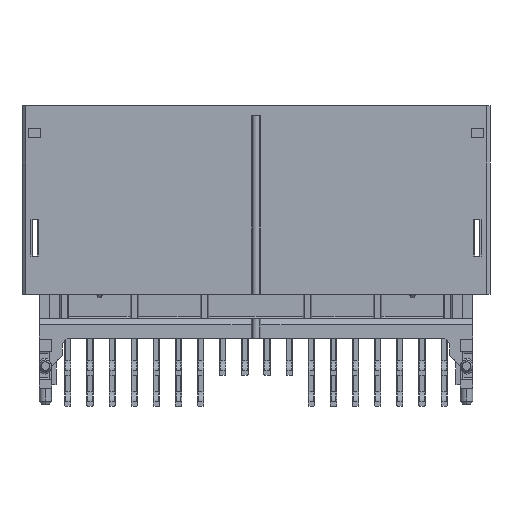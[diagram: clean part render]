
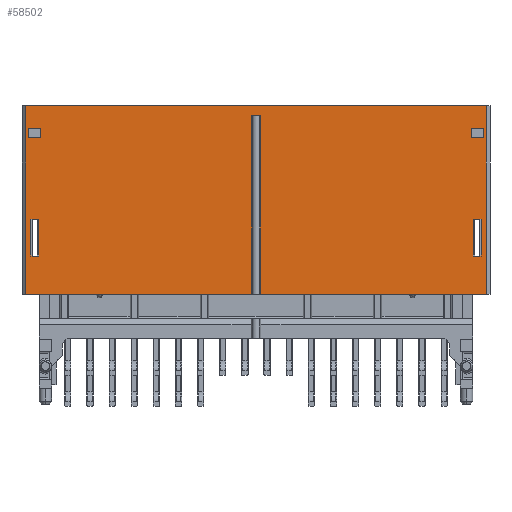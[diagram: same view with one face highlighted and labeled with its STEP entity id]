
A CAD part, front view. The second image highlights one B-rep face of the part: STEP entity #58502.
In plain terms, the highlighted planar face has unit normal (0, -1, 0).
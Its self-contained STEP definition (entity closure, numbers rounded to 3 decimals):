
#40=DIRECTION('',(1.,0.,0.));
#41=VECTOR('',#40,18.388);
#42=CARTESIAN_POINT('',(-18.725,-6.1,-15.3));
#43=LINE('',#42,#41);
#69=DIRECTION('',(1.,0.,0.));
#70=VECTOR('',#69,18.388);
#71=CARTESIAN_POINT('',(0.337,-6.1,-15.3));
#72=LINE('',#71,#70);
#1035=DIRECTION('',(1.,0.,0.));
#1036=VECTOR('',#1035,37.45);
#1037=CARTESIAN_POINT('',(-18.725,-6.1,0.));
#1038=LINE('',#1037,#1036);
#29033=DIRECTION('',(-1.,0.,0.));
#29034=VECTOR('',#29033,1.);
#29035=CARTESIAN_POINT('',(18.535,-6.1,-1.8));
#29036=LINE('',#29035,#29034);
#29040=DIRECTION('',(0.,0.,-1.));
#29041=VECTOR('',#29040,0.8);
#29042=CARTESIAN_POINT('',(17.535,-6.1,-1.8));
#29043=LINE('',#29042,#29041);
#29047=DIRECTION('',(1.,0.,0.));
#29048=VECTOR('',#29047,1.);
#29049=CARTESIAN_POINT('',(17.535,-6.1,-2.6));
#29050=LINE('',#29049,#29048);
#29054=DIRECTION('',(0.,0.,1.));
#29055=VECTOR('',#29054,0.8);
#29056=CARTESIAN_POINT('',(18.535,-6.1,-2.6));
#29057=LINE('',#29056,#29055);
#29061=DIRECTION('',(0.,0.,-1.));
#29062=VECTOR('',#29061,0.8);
#29063=CARTESIAN_POINT('',(-18.535,-6.1,-1.8));
#29064=LINE('',#29063,#29062);
#29068=DIRECTION('',(1.,0.,0.));
#29069=VECTOR('',#29068,1.);
#29070=CARTESIAN_POINT('',(-18.535,-6.1,-2.6));
#29071=LINE('',#29070,#29069);
#29075=DIRECTION('',(0.,0.,1.));
#29076=VECTOR('',#29075,0.8);
#29077=CARTESIAN_POINT('',(-17.535,-6.1,-2.6));
#29078=LINE('',#29077,#29076);
#29082=DIRECTION('',(-1.,0.,0.));
#29083=VECTOR('',#29082,1.);
#29084=CARTESIAN_POINT('',(-17.535,-6.1,-1.8));
#29085=LINE('',#29084,#29083);
#29089=DIRECTION('',(-1.,0.,0.));
#29090=VECTOR('',#29089,0.62);
#29091=CARTESIAN_POINT('',(18.295,-6.1,-12.2));
#29092=LINE('',#29091,#29090);
#29096=DIRECTION('',(0.,0.,-1.));
#29097=VECTOR('',#29096,3.);
#29098=CARTESIAN_POINT('',(18.295,-6.1,-9.2));
#29099=LINE('',#29098,#29097);
#29103=DIRECTION('',(1.,0.,0.));
#29104=VECTOR('',#29103,0.62);
#29105=CARTESIAN_POINT('',(17.675,-6.1,-9.2));
#29106=LINE('',#29105,#29104);
#29110=DIRECTION('',(0.,0.,1.));
#29111=VECTOR('',#29110,3.);
#29112=CARTESIAN_POINT('',(17.675,-6.1,-12.2));
#29113=LINE('',#29112,#29111);
#29117=DIRECTION('',(0.,0.,1.));
#29118=VECTOR('',#29117,3.);
#29119=CARTESIAN_POINT('',(-18.295,-6.1,-12.2));
#29120=LINE('',#29119,#29118);
#29124=DIRECTION('',(-1.,0.,0.));
#29125=VECTOR('',#29124,0.62);
#29126=CARTESIAN_POINT('',(-17.675,-6.1,-12.2));
#29127=LINE('',#29126,#29125);
#29131=DIRECTION('',(0.,0.,-1.));
#29132=VECTOR('',#29131,3.);
#29133=CARTESIAN_POINT('',(-17.675,-6.1,-9.2));
#29134=LINE('',#29133,#29132);
#29138=DIRECTION('',(1.,0.,0.));
#29139=VECTOR('',#29138,0.62);
#29140=CARTESIAN_POINT('',(-18.295,-6.1,-9.2));
#29141=LINE('',#29140,#29139);
#29145=DIRECTION('',(0.,0.,-1.));
#29146=VECTOR('',#29145,15.3);
#29147=CARTESIAN_POINT('',(-18.725,-6.1,0.));
#29148=LINE('',#29147,#29146);
#29152=DIRECTION('',(0.,0.,1.));
#29153=VECTOR('',#29152,14.5);
#29154=CARTESIAN_POINT('',(0.337,-6.1,-15.3));
#29155=LINE('',#29154,#29153);
#29159=DIRECTION('',(1.,0.,0.));
#29160=VECTOR('',#29159,0.675);
#29161=CARTESIAN_POINT('',(-0.337,-6.1,-0.8));
#29162=LINE('',#29161,#29160);
#29166=DIRECTION('',(0.,0.,1.));
#29167=VECTOR('',#29166,14.5);
#29168=CARTESIAN_POINT('',(-0.337,-6.1,-15.3));
#29169=LINE('',#29168,#29167);
#29292=DIRECTION('',(0.,0.,-1.));
#29293=VECTOR('',#29292,15.3);
#29294=CARTESIAN_POINT('',(18.725,-6.1,0.));
#29295=LINE('',#29294,#29293);
#29475=CARTESIAN_POINT('',(-18.725,-6.1,0.));
#29476=CARTESIAN_POINT('',(18.725,-6.1,0.));
#29477=VERTEX_POINT('',#29475);
#29478=VERTEX_POINT('',#29476);
#29503=CARTESIAN_POINT('',(18.725,-6.1,-15.3));
#29505=VERTEX_POINT('',#29503);
#29525=CARTESIAN_POINT('',(-18.725,-6.1,-15.3));
#29526=VERTEX_POINT('',#29525);
#29543=CARTESIAN_POINT('',(18.535,-6.1,-1.8));
#29544=CARTESIAN_POINT('',(17.535,-6.1,-1.8));
#29545=VERTEX_POINT('',#29543);
#29546=VERTEX_POINT('',#29544);
#29547=CARTESIAN_POINT('',(17.535,-6.1,-2.6));
#29548=VERTEX_POINT('',#29547);
#29549=CARTESIAN_POINT('',(18.535,-6.1,-2.6));
#29550=VERTEX_POINT('',#29549);
#29551=CARTESIAN_POINT('',(-18.535,-6.1,-1.8));
#29552=CARTESIAN_POINT('',(-18.535,-6.1,-2.6));
#29553=VERTEX_POINT('',#29551);
#29554=VERTEX_POINT('',#29552);
#29555=CARTESIAN_POINT('',(-17.535,-6.1,-2.6));
#29556=VERTEX_POINT('',#29555);
#29557=CARTESIAN_POINT('',(-17.535,-6.1,-1.8));
#29558=VERTEX_POINT('',#29557);
#30335=CARTESIAN_POINT('',(18.295,-6.1,-12.2));
#30336=VERTEX_POINT('',#30335);
#30337=CARTESIAN_POINT('',(17.675,-6.1,-12.2));
#30338=VERTEX_POINT('',#30337);
#30339=CARTESIAN_POINT('',(17.675,-6.1,-9.2));
#30340=VERTEX_POINT('',#30339);
#30341=CARTESIAN_POINT('',(18.295,-6.1,-9.2));
#30342=VERTEX_POINT('',#30341);
#30343=CARTESIAN_POINT('',(-18.295,-6.1,-12.2));
#30344=VERTEX_POINT('',#30343);
#30345=CARTESIAN_POINT('',(-18.295,-6.1,-9.2));
#30346=VERTEX_POINT('',#30345);
#30347=CARTESIAN_POINT('',(-17.675,-6.1,-9.2));
#30348=VERTEX_POINT('',#30347);
#30349=CARTESIAN_POINT('',(-17.675,-6.1,-12.2));
#30350=VERTEX_POINT('',#30349);
#30367=CARTESIAN_POINT('',(-0.337,-6.1,-15.3));
#30368=VERTEX_POINT('',#30367);
#30369=CARTESIAN_POINT('',(0.337,-6.1,-15.3));
#30370=VERTEX_POINT('',#30369);
#30379=CARTESIAN_POINT('',(-0.337,-6.1,-0.8));
#30380=VERTEX_POINT('',#30379);
#30381=CARTESIAN_POINT('',(0.337,-6.1,-0.8));
#30382=VERTEX_POINT('',#30381);
#58450=CARTESIAN_POINT('',(-18.725,-6.1,0.));
#58451=DIRECTION('',(0.,-1.,0.));
#58452=DIRECTION('',(1.,0.,0.));
#58453=AXIS2_PLACEMENT_3D('',#58450,#58451,#58452);
#58454=PLANE('',#58453);
#58455=ORIENTED_EDGE('',*,*,#34603,.F.);
#58456=ORIENTED_EDGE('',*,*,#58443,.F.);
#58457=ORIENTED_EDGE('',*,*,#34989,.T.);
#58459=ORIENTED_EDGE('',*,*,#58458,.T.);
#58460=ORIENTED_EDGE('',*,*,#34611,.F.);
#58462=ORIENTED_EDGE('',*,*,#58461,.T.);
#58464=ORIENTED_EDGE('',*,*,#58463,.F.);
#58466=ORIENTED_EDGE('',*,*,#58465,.F.);
#58467=EDGE_LOOP('',(#58455,#58456,#58457,#58459,#58460,#58462,#58464,#58466));
#58468=FACE_OUTER_BOUND('',#58467,.F.);
#58470=ORIENTED_EDGE('',*,*,#58469,.T.);
#58472=ORIENTED_EDGE('',*,*,#58471,.T.);
#58474=ORIENTED_EDGE('',*,*,#58473,.T.);
#58476=ORIENTED_EDGE('',*,*,#58475,.T.);
#58477=EDGE_LOOP('',(#58470,#58472,#58474,#58476));
#58478=FACE_BOUND('',#58477,.F.);
#58479=ORIENTED_EDGE('',*,*,#58223,.F.);
#58480=ORIENTED_EDGE('',*,*,#58243,.F.);
#58481=ORIENTED_EDGE('',*,*,#58189,.F.);
#58482=ORIENTED_EDGE('',*,*,#58208,.F.);
#58483=EDGE_LOOP('',(#58479,#58480,#58481,#58482));
#58484=FACE_BOUND('',#58483,.F.);
#58485=ORIENTED_EDGE('',*,*,#58343,.F.);
#58486=ORIENTED_EDGE('',*,*,#58362,.F.);
#58488=ORIENTED_EDGE('',*,*,#58487,.F.);
#58489=ORIENTED_EDGE('',*,*,#58325,.F.);
#58490=EDGE_LOOP('',(#58485,#58486,#58488,#58489));
#58491=FACE_BOUND('',#58490,.F.);
#58493=ORIENTED_EDGE('',*,*,#58492,.T.);
#58495=ORIENTED_EDGE('',*,*,#58494,.T.);
#58497=ORIENTED_EDGE('',*,*,#58496,.T.);
#58499=ORIENTED_EDGE('',*,*,#58498,.T.);
#58500=EDGE_LOOP('',(#58493,#58495,#58497,#58499));
#58501=FACE_BOUND('',#58500,.F.);
#34603=EDGE_CURVE('',#29526,#30368,#43,.T.);
#34611=EDGE_CURVE('',#30370,#29505,#72,.T.);
#34989=EDGE_CURVE('',#29477,#29478,#1038,.T.);
#58189=EDGE_CURVE('',#30340,#30342,#29106,.T.);
#58208=EDGE_CURVE('',#30338,#30340,#29113,.T.);
#58223=EDGE_CURVE('',#30336,#30338,#29092,.T.);
#58243=EDGE_CURVE('',#30342,#30336,#29099,.T.);
#58325=EDGE_CURVE('',#30346,#30348,#29141,.T.);
#58343=EDGE_CURVE('',#30344,#30346,#29120,.T.);
#58362=EDGE_CURVE('',#30350,#30344,#29127,.T.);
#58443=EDGE_CURVE('',#29477,#29526,#29148,.T.);
#58458=EDGE_CURVE('',#29478,#29505,#29295,.T.);
#58461=EDGE_CURVE('',#30370,#30382,#29155,.T.);
#58463=EDGE_CURVE('',#30380,#30382,#29162,.T.);
#58465=EDGE_CURVE('',#30368,#30380,#29169,.T.);
#58469=EDGE_CURVE('',#29553,#29554,#29064,.T.);
#58471=EDGE_CURVE('',#29554,#29556,#29071,.T.);
#58473=EDGE_CURVE('',#29556,#29558,#29078,.T.);
#58475=EDGE_CURVE('',#29558,#29553,#29085,.T.);
#58487=EDGE_CURVE('',#30348,#30350,#29134,.T.);
#58492=EDGE_CURVE('',#29545,#29546,#29036,.T.);
#58494=EDGE_CURVE('',#29546,#29548,#29043,.T.);
#58496=EDGE_CURVE('',#29548,#29550,#29050,.T.);
#58498=EDGE_CURVE('',#29550,#29545,#29057,.T.);
#58502=ADVANCED_FACE('',(#58468,#58478,#58484,#58491,#58501),#58454,.T.);
